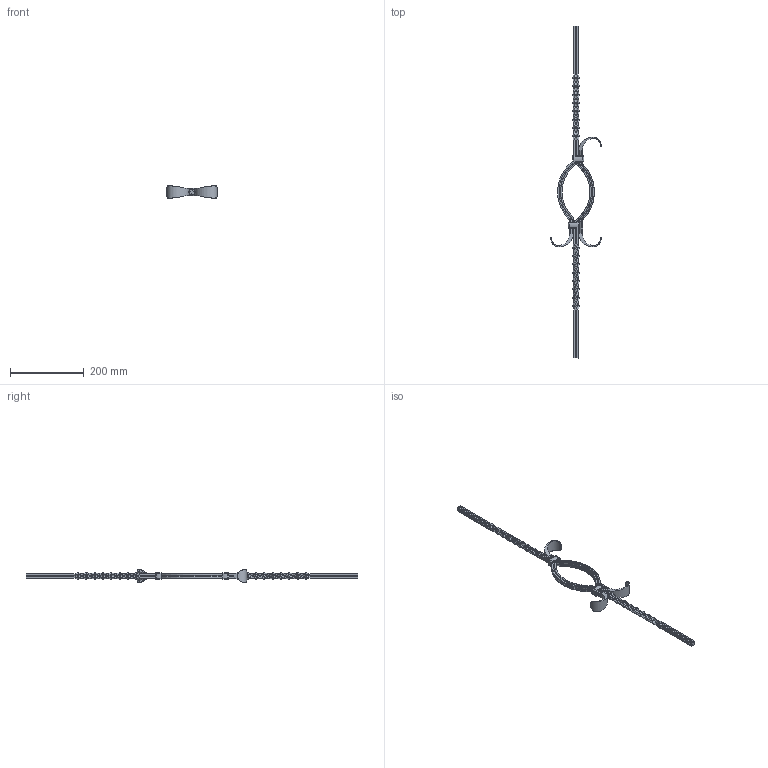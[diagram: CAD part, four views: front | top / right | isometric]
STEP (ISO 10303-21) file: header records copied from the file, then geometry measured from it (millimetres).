
FILE_DESCRIPTION (( 'STEP AP203' ), '1' );
FILE_NAME ('1210.STEP', '2023-06-20T13:57:34', ( '' ), ( '' ), 'SwSTEP 2.0', 'SolidWorks 2018', '' );
FILE_SCHEMA (( 'CONFIG_CONTROL_DESIGN' ));
Length unit declared in the file: millimetre
Products named in the file (1): 1210
Bounding box: 136.05 x 900 x 33.42 mm (x, y, z)
Volume: 271566.2 mm3; surface area: 115791.7 mm2
Topology: 4 solids, 4 shells, 859 faces, 2001 edges, 1163 vertices
Faces by surface type: plane 411, cylinder 161, bspline 149, torus 72, cone 66
Entity records: 41076 total; most frequent: CARTESIAN_POINT 23173, ORIENTED_EDGE 4002, DIRECTION 3166, EDGE_CURVE 2001, VERTEX_POINT 1163, AXIS2_PLACEMENT_3D 1132, LINE 902, VECTOR 902
